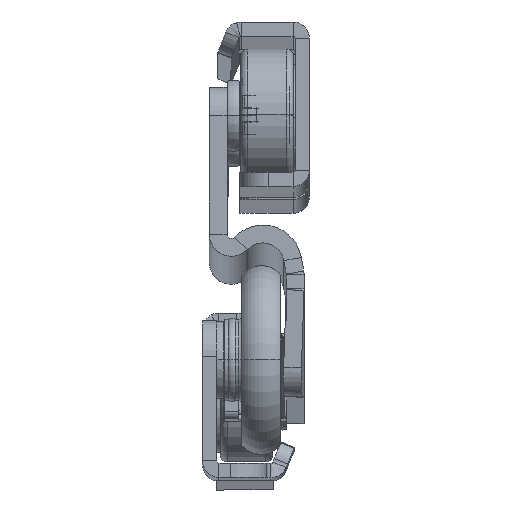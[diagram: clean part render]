
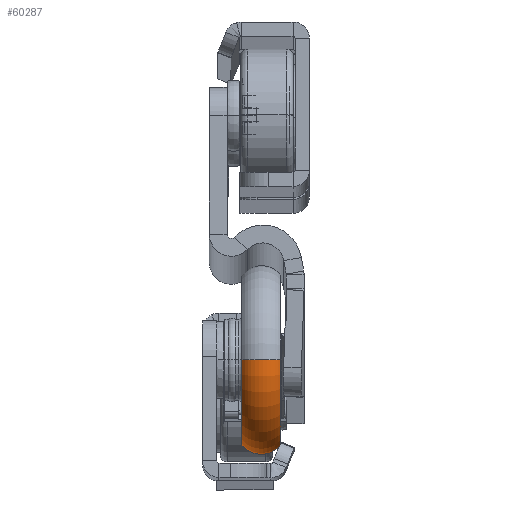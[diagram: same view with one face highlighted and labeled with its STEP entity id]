
A CAD part, top view. The second image highlights one B-rep face of the part: STEP entity #60287.
In plain terms, the highlighted toroidal (fillet/blend) face has major radius 9.75 mm and minor radius 3.5 mm.
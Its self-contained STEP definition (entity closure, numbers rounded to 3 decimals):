
#585 = DIRECTION ( 'NONE',  ( -1., 0., 0. ) ) ;
#3966 = CARTESIAN_POINT ( 'NONE',  ( -2.4, 0., 0. ) ) ;
#4097 = AXIS2_PLACEMENT_3D ( 'NONE', #19415, #56167, #9117 ) ;
#6196 = CARTESIAN_POINT ( 'NONE',  ( -2.4, 0., -11.915 ) ) ;
#7004 = EDGE_CURVE ( 'NONE', #57327, #31195, #15073, .T. ) ;
#7516 = AXIS2_PLACEMENT_3D ( 'NONE', #9090, #29739, #31640 ) ;
#7625 = CARTESIAN_POINT ( 'NONE',  ( -7.9, 0., -11.915 ) ) ;
#8581 = CARTESIAN_POINT ( 'NONE',  ( -7.9, 0., 0. ) ) ;
#8799 = DIRECTION ( 'NONE',  ( 0., 0., 1. ) ) ;
#9090 = CARTESIAN_POINT ( 'NONE',  ( -5.15, 0., -9.75 ) ) ;
#9117 = DIRECTION ( 'NONE',  ( 0., 0., -1. ) ) ;
#9915 = DIRECTION ( 'NONE',  ( 0., 0., 1. ) ) ;
#10172 = VERTEX_POINT ( 'NONE', #6196 ) ;
#10920 = CIRCLE ( 'NONE', #51486, 11.915 ) ;
#15073 = CIRCLE ( 'NONE', #4097, 3.5 ) ;
#18392 = VERTEX_POINT ( 'NONE', #7625 ) ;
#18743 = CARTESIAN_POINT ( 'NONE',  ( -7.9, 0., 11.915 ) ) ;
#19415 = CARTESIAN_POINT ( 'NONE',  ( -5.15, 0., 9.75 ) ) ;
#27344 = AXIS2_PLACEMENT_3D ( 'NONE', #3966, #55848, #8799 ) ;
#29572 = DIRECTION ( 'NONE',  ( -1., 0., 0. ) ) ;
#29739 = DIRECTION ( 'NONE',  ( 0., 1., 0. ) ) ;
#31195 = VERTEX_POINT ( 'NONE', #18743 ) ;
#31640 = DIRECTION ( 'NONE',  ( 0., 0., 1. ) ) ;
#33003 = CARTESIAN_POINT ( 'NONE',  ( -2.4, 0., 11.915 ) ) ;
#33742 = EDGE_CURVE ( 'NONE', #10172, #18392, #43651, .T. ) ;
#35344 = DIRECTION ( 'NONE',  ( 0., 0., 1. ) ) ;
#38778 = EDGE_CURVE ( 'NONE', #10172, #57327, #55839, .T. ) ;
#39443 = TOROIDAL_SURFACE ( 'NONE', #48213, 9.75, 3.5 ) ;
#41567 = ORIENTED_EDGE ( 'NONE', *, *, #38778, .T. ) ;
#43651 = CIRCLE ( 'NONE', #7516, 3.5 ) ;
#43688 = EDGE_CURVE ( 'NONE', #18392, #31195, #10920, .T. ) ;
#46299 = CARTESIAN_POINT ( 'NONE',  ( -5.15, 0., 0. ) ) ;
#48213 = AXIS2_PLACEMENT_3D ( 'NONE', #46299, #585, #9915 ) ;
#51486 = AXIS2_PLACEMENT_3D ( 'NONE', #8581, #29572, #35344 ) ;
#55633 = EDGE_LOOP ( 'NONE', ( #65282, #41567, #63231, #59489 ) ) ;
#55839 = CIRCLE ( 'NONE', #27344, 11.915 ) ;
#55848 = DIRECTION ( 'NONE',  ( -1., 0., 0. ) ) ;
#56167 = DIRECTION ( 'NONE',  ( 0., -1., 0. ) ) ;
#57327 = VERTEX_POINT ( 'NONE', #33003 ) ;
#57971 = FACE_OUTER_BOUND ( 'NONE', #55633, .T. ) ;
#59489 = ORIENTED_EDGE ( 'NONE', *, *, #43688, .F. ) ;
#60287 = ADVANCED_FACE ( 'NONE', ( #57971 ), #39443, .T. ) ;
#63231 = ORIENTED_EDGE ( 'NONE', *, *, #7004, .T. ) ;
#65282 = ORIENTED_EDGE ( 'NONE', *, *, #33742, .F. ) ;
